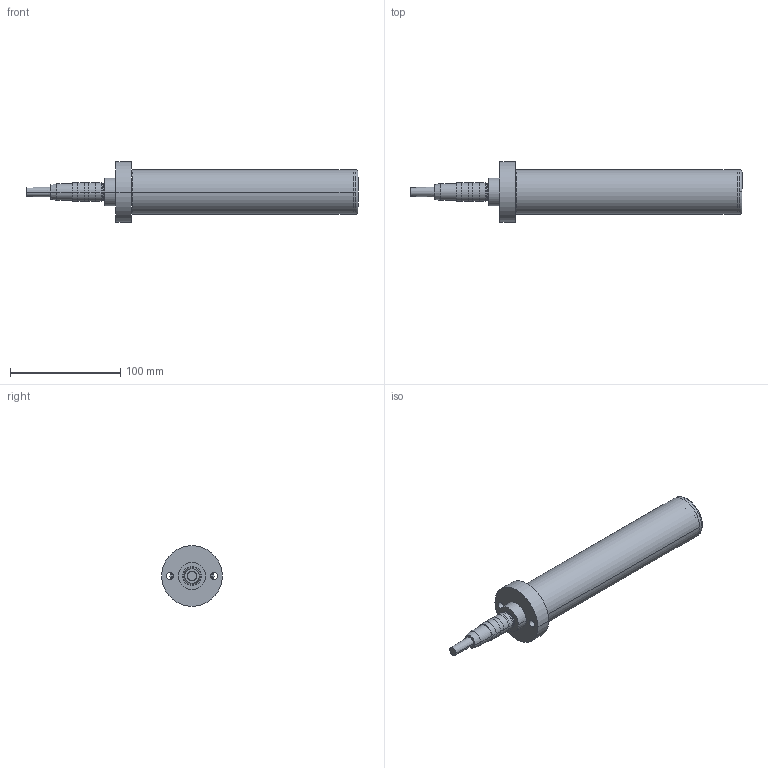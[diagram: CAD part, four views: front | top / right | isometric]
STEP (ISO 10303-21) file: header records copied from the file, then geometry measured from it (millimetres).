
FILE_DESCRIPTION((''),'2;1');
FILE_NAME('49213a.stp','2007-09-21T10:24:06',(''),(''),'Mechanical Desktop 2007','Mechanical Desktop 2007',', , ');
FILE_SCHEMA(('CONFIG_CONTROL_DESIGN'));
Length unit declared in the file: millimetre
Products named in the file (13): R49213; R4862004; TEIL1AA; RILLENKUGELLAGER_6201A; RILLENKUGELLAGER_6201; KABELDOSE_MINI_5_POL; TEIL1A; R49212; TEIL1; LAMELLENSTOPFEN_D40A; LAMELLENSTOPFEN_D40; NUTMUTTER_M12X1A; NUTMUTTER_M12X1
Assembly tree (13 placements, depth 3):
  R49213
    R4862004
      TEIL1AA
    RILLENKUGELLAGER_6201A  x2
      RILLENKUGELLAGER_6201
    KABELDOSE_MINI_5_POL
      TEIL1A
    R49212
      TEIL1
    LAMELLENSTOPFEN_D40A
      LAMELLENSTOPFEN_D40
    NUTMUTTER_M12X1A
      NUTMUTTER_M12X1
Bounding box: 301 x 55 x 55 mm (x, y, z)
Volume: 152711.6 mm3; surface area: 84656.4 mm2
Topology: 7 solids, 7 shells, 225 faces, 519 edges, 339 vertices
Faces by surface type: cylinder 100, plane 63, cone 32, torus 20, bspline 10
Entity records: 6662 total; most frequent: CARTESIAN_POINT 1688, DIRECTION 1107, ORIENTED_EDGE 918, AXIS2_PLACEMENT_3D 478, EDGE_CURVE 459, VERTEX_POINT 298, CIRCLE 273, EDGE_LOOP 239
